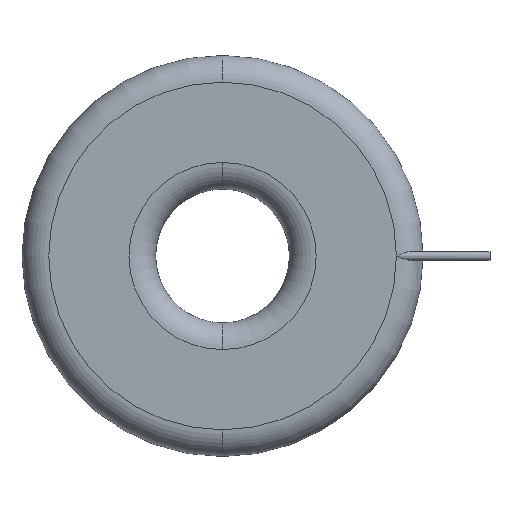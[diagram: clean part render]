
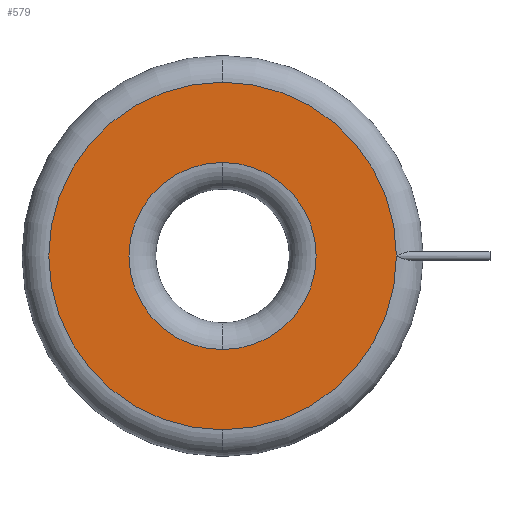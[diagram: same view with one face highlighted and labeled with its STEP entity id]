
A CAD part, front view. The second image highlights one B-rep face of the part: STEP entity #579.
In plain terms, the highlighted planar face has unit normal (0, -1, 0).
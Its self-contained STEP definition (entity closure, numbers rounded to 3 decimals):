
#7 = AXIS2_PLACEMENT_3D ( 'NONE', #577, #427, #674 ) ;
#32 = VERTEX_POINT ( 'NONE', #186 ) ;
#34 = CARTESIAN_POINT ( 'NONE',  ( -15., -7., 0. ) ) ;
#44 = FACE_OUTER_BOUND ( 'NONE', #255, .T. ) ;
#48 = CARTESIAN_POINT ( 'NONE',  ( -15., -7., -19.5 ) ) ;
#58 = VERTEX_POINT ( 'NONE', #239 ) ;
#64 = CIRCLE ( 'NONE', #675, 10.5 ) ;
#94 = CARTESIAN_POINT ( 'NONE',  ( 4.5, -7., 0. ) ) ;
#99 = CARTESIAN_POINT ( 'NONE',  ( -15., -7., 0. ) ) ;
#123 = CARTESIAN_POINT ( 'NONE',  ( -15., -7., 0. ) ) ;
#128 = EDGE_CURVE ( 'NONE', #32, #58, #64, .T. ) ;
#155 = VERTEX_POINT ( 'NONE', #608 ) ;
#161 = CIRCLE ( 'NONE', #165, 10.5 ) ;
#165 = AXIS2_PLACEMENT_3D ( 'NONE', #99, #365, #166 ) ;
#166 = DIRECTION ( 'NONE',  ( 1., 0., 0. ) ) ;
#186 = CARTESIAN_POINT ( 'NONE',  ( -15., -7., 10.5 ) ) ;
#210 = AXIS2_PLACEMENT_3D ( 'NONE', #641, #227, #444 ) ;
#221 = DIRECTION ( 'NONE',  ( 0., 1., 0. ) ) ;
#227 = DIRECTION ( 'NONE',  ( 0., 1., 0. ) ) ;
#231 = ORIENTED_EDGE ( 'NONE', *, *, #128, .T. ) ;
#239 = CARTESIAN_POINT ( 'NONE',  ( -15., -7., -10.5 ) ) ;
#255 = EDGE_LOOP ( 'NONE', ( #546, #396, #376 ) ) ;
#263 = CIRCLE ( 'NONE', #525, 19.5 ) ;
#269 = EDGE_LOOP ( 'NONE', ( #231, #347 ) ) ;
#287 = CIRCLE ( 'NONE', #538, 19.5 ) ;
#294 = EDGE_CURVE ( 'NONE', #155, #336, #651, .T. ) ;
#317 = EDGE_CURVE ( 'NONE', #58, #32, #161, .T. ) ;
#336 = VERTEX_POINT ( 'NONE', #94 ) ;
#347 = ORIENTED_EDGE ( 'NONE', *, *, #317, .T. ) ;
#365 = DIRECTION ( 'NONE',  ( 0., 1., 0. ) ) ;
#374 = FACE_BOUND ( 'NONE', #269, .T. ) ;
#376 = ORIENTED_EDGE ( 'NONE', *, *, #402, .F. ) ;
#385 = PLANE ( 'NONE',  #210 ) ;
#388 = DIRECTION ( 'NONE',  ( 1., 0., 0. ) ) ;
#396 = ORIENTED_EDGE ( 'NONE', *, *, #294, .F. ) ;
#402 = EDGE_CURVE ( 'NONE', #417, #155, #263, .T. ) ;
#417 = VERTEX_POINT ( 'NONE', #48 ) ;
#427 = DIRECTION ( 'NONE',  ( 0., 1., 0. ) ) ;
#444 = DIRECTION ( 'NONE',  ( 0., 0., 1. ) ) ;
#473 = DIRECTION ( 'NONE',  ( 1., 0., 0. ) ) ;
#487 = DIRECTION ( 'NONE',  ( 1., 0., 0. ) ) ;
#517 = DIRECTION ( 'NONE',  ( 0., 1., 0. ) ) ;
#525 = AXIS2_PLACEMENT_3D ( 'NONE', #631, #221, #487 ) ;
#538 = AXIS2_PLACEMENT_3D ( 'NONE', #123, #646, #388 ) ;
#546 = ORIENTED_EDGE ( 'NONE', *, *, #569, .F. ) ;
#569 = EDGE_CURVE ( 'NONE', #336, #417, #287, .T. ) ;
#577 = CARTESIAN_POINT ( 'NONE',  ( -15., -7., 0. ) ) ;
#579 = ADVANCED_FACE ( 'NONE', ( #44, #374 ), #385, .F. ) ;
#608 = CARTESIAN_POINT ( 'NONE',  ( -15., -7., 19.5 ) ) ;
#631 = CARTESIAN_POINT ( 'NONE',  ( -15., -7., 0. ) ) ;
#641 = CARTESIAN_POINT ( 'NONE',  ( -4.5, -7., 0. ) ) ;
#646 = DIRECTION ( 'NONE',  ( 0., 1., 0. ) ) ;
#651 = CIRCLE ( 'NONE', #7, 19.5 ) ;
#674 = DIRECTION ( 'NONE',  ( 1., 0., 0. ) ) ;
#675 = AXIS2_PLACEMENT_3D ( 'NONE', #34, #517, #473 ) ;
